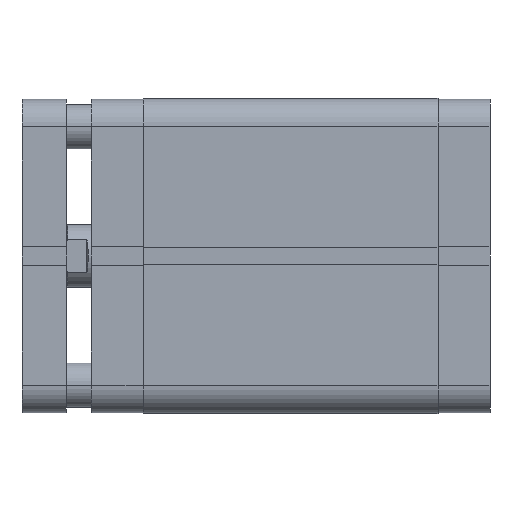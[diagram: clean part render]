
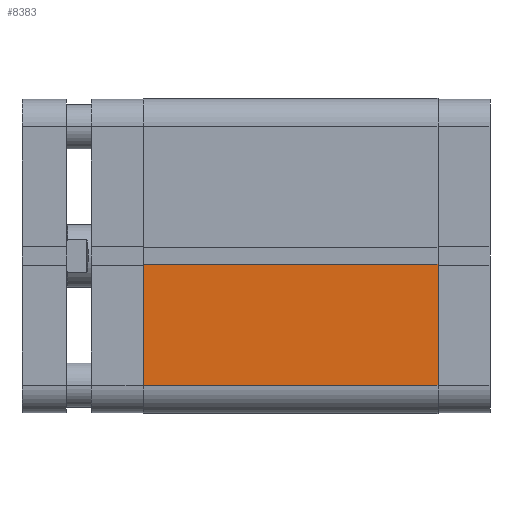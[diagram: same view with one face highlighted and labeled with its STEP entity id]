
A CAD part, front view. The second image highlights one B-rep face of the part: STEP entity #8383.
In plain terms, the highlighted face is planar.
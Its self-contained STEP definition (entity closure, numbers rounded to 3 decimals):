
#110 = EDGE_CURVE ( 'NONE', #7414, #7453, #2200, .T. ) ;
#113 = EDGE_CURVE ( 'NONE', #7415, #7452, #2214, .T. ) ;
#174 = EDGE_CURVE ( 'NONE', #7453, #7452, #2287, .T. ) ;
#221 = EDGE_CURVE ( 'NONE', #7414, #7415, #2393, .T. ) ;
#982 = AXIS2_PLACEMENT_3D ( 'NONE', #5193, #5199, #5200 ) ;
#1603 = ORIENTED_EDGE ( 'NONE', *, *, #110, .T. ) ;
#1604 = ORIENTED_EDGE ( 'NONE', *, *, #221, .F. ) ;
#1605 = ORIENTED_EDGE ( 'NONE', *, *, #113, .F. ) ;
#1606 = ORIENTED_EDGE ( 'NONE', *, *, #174, .T. ) ;
#2200 = LINE ( 'NONE', #7646, #2210 ) ;
#2210 = VECTOR ( 'NONE', #7650, 1000. ) ;
#2211 = VECTOR ( 'NONE', #7657, 1000. ) ;
#2214 = LINE ( 'NONE', #7649, #2211 ) ;
#2287 = LINE ( 'NONE', #7780, #2292 ) ;
#2292 = VECTOR ( 'NONE', #7781, 1000. ) ;
#2393 = LINE ( 'NONE', #7887, #2394 ) ;
#2394 = VECTOR ( 'NONE', #7888, 1000. ) ;
#3443 = FACE_OUTER_BOUND ( 'NONE', #7041, .T. ) ;
#4996 = CARTESIAN_POINT ( 'NONE',  ( 50., -41., 93.5 ) ) ;
#4997 = CARTESIAN_POINT ( 'NONE',  ( 50., -2.6, 93.5 ) ) ;
#5034 = CARTESIAN_POINT ( 'NONE',  ( 50., -2.6, 0. ) ) ;
#5035 = CARTESIAN_POINT ( 'NONE',  ( 50., -41., 0. ) ) ;
#5190 = PLANE ( 'NONE',  #982 ) ;
#5193 = CARTESIAN_POINT ( 'NONE',  ( 50., -2.6, 93.5 ) ) ;
#5199 = DIRECTION ( 'NONE',  ( -1., 0., 0. ) ) ;
#5200 = DIRECTION ( 'NONE',  ( 0., -1., 0. ) ) ;
#7041 = EDGE_LOOP ( 'NONE', ( #1606, #1605, #1604, #1603 ) ) ;
#7414 = VERTEX_POINT ( 'NONE', #4996 ) ;
#7415 = VERTEX_POINT ( 'NONE', #4997 ) ;
#7452 = VERTEX_POINT ( 'NONE', #5034 ) ;
#7453 = VERTEX_POINT ( 'NONE', #5035 ) ;
#7646 = CARTESIAN_POINT ( 'NONE',  ( 50., -41., 93.5 ) ) ;
#7649 = CARTESIAN_POINT ( 'NONE',  ( 50., -2.6, 93.5 ) ) ;
#7650 = DIRECTION ( 'NONE',  ( 0., 0., -1. ) ) ;
#7657 = DIRECTION ( 'NONE',  ( 0., 0., -1. ) ) ;
#7780 = CARTESIAN_POINT ( 'NONE',  ( 50., -2.6, 0. ) ) ;
#7781 = DIRECTION ( 'NONE',  ( 0., 1., 0. ) ) ;
#7887 = CARTESIAN_POINT ( 'NONE',  ( 50., -2.6, 93.5 ) ) ;
#7888 = DIRECTION ( 'NONE',  ( 0., 1., 0. ) ) ;
#8383 = ADVANCED_FACE ( 'NONE', ( #3443 ), #5190, .F. ) ;
